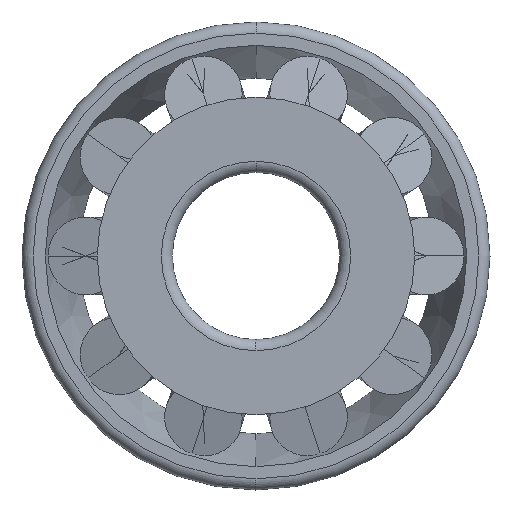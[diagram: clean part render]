
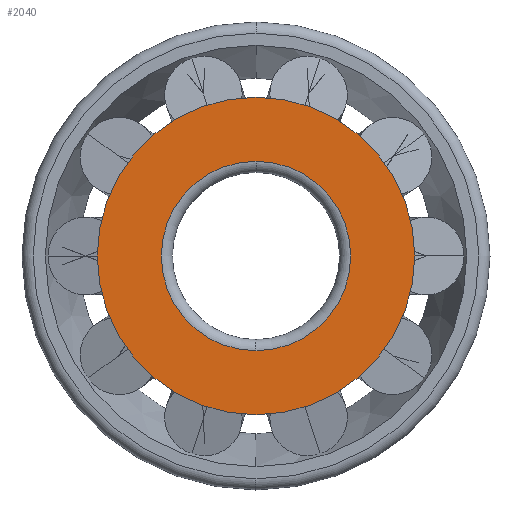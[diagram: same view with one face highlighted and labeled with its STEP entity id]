
A CAD part, left-side view. The second image highlights one B-rep face of the part: STEP entity #2040.
In plain terms, the highlighted planar face has unit normal (-1, 0, 0).
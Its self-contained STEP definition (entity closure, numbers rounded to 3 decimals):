
#26 = CIRCLE ( 'NONE', #1894, 8.5 ) ;
#71 = PLANE ( 'NONE',  #1854 ) ;
#103 = ORIENTED_EDGE ( 'NONE', *, *, #549, .T. ) ;
#226 = CARTESIAN_POINT ( 'NONE',  ( 0., 0., -8.5 ) ) ;
#316 = CARTESIAN_POINT ( 'NONE',  ( 0., 0., 0. ) ) ;
#388 = VERTEX_POINT ( 'NONE', #1777 ) ;
#405 = CARTESIAN_POINT ( 'NONE',  ( 0., 0., 0. ) ) ;
#455 = DIRECTION ( 'NONE',  ( 0., 0., 1. ) ) ;
#547 = EDGE_LOOP ( 'NONE', ( #1256, #1179 ) ) ;
#549 = EDGE_CURVE ( 'NONE', #832, #388, #931, .T. ) ;
#582 = DIRECTION ( 'NONE',  ( -1., 0., 0. ) ) ;
#761 = CIRCLE ( 'NONE', #2029, 8.5 ) ;
#789 = CARTESIAN_POINT ( 'NONE',  ( 0., 0., 0. ) ) ;
#790 = DIRECTION ( 'NONE',  ( -1., 0., 0. ) ) ;
#832 = VERTEX_POINT ( 'NONE', #1109 ) ;
#885 = VERTEX_POINT ( 'NONE', #226 ) ;
#931 = CIRCLE ( 'NONE', #1770, 14.25 ) ;
#1092 = CARTESIAN_POINT ( 'NONE',  ( 0., 14.25, 0. ) ) ;
#1109 = CARTESIAN_POINT ( 'NONE',  ( 0., 0., -14.25 ) ) ;
#1179 = ORIENTED_EDGE ( 'NONE', *, *, #1809, .F. ) ;
#1187 = EDGE_LOOP ( 'NONE', ( #1674, #103 ) ) ;
#1228 = FACE_OUTER_BOUND ( 'NONE', #1187, .T. ) ;
#1252 = DIRECTION ( 'NONE',  ( 0., 0., 1. ) ) ;
#1256 = ORIENTED_EDGE ( 'NONE', *, *, #1380, .F. ) ;
#1324 = CIRCLE ( 'NONE', #1856, 14.25 ) ;
#1336 = DIRECTION ( 'NONE',  ( -1., 0., 0. ) ) ;
#1380 = EDGE_CURVE ( 'NONE', #1704, #885, #26, .T. ) ;
#1424 = FACE_BOUND ( 'NONE', #547, .T. ) ;
#1653 = DIRECTION ( 'NONE',  ( 0., 0., 1. ) ) ;
#1674 = ORIENTED_EDGE ( 'NONE', *, *, #2125, .T. ) ;
#1704 = VERTEX_POINT ( 'NONE', #1824 ) ;
#1770 = AXIS2_PLACEMENT_3D ( 'NONE', #789, #1336, #2121 ) ;
#1777 = CARTESIAN_POINT ( 'NONE',  ( 0., 0., 14.25 ) ) ;
#1809 = EDGE_CURVE ( 'NONE', #885, #1704, #761, .T. ) ;
#1824 = CARTESIAN_POINT ( 'NONE',  ( 0., 0., 8.5 ) ) ;
#1854 = AXIS2_PLACEMENT_3D ( 'NONE', #1092, #2063, #1900 ) ;
#1856 = AXIS2_PLACEMENT_3D ( 'NONE', #316, #2134, #1653 ) ;
#1894 = AXIS2_PLACEMENT_3D ( 'NONE', #405, #582, #1252 ) ;
#1900 = DIRECTION ( 'NONE',  ( 0., 0., -1. ) ) ;
#2001 = CARTESIAN_POINT ( 'NONE',  ( 0., 0., 0. ) ) ;
#2029 = AXIS2_PLACEMENT_3D ( 'NONE', #2001, #790, #455 ) ;
#2040 = ADVANCED_FACE ( 'NONE', ( #1424, #1228 ), #71, .F. ) ;
#2063 = DIRECTION ( 'NONE',  ( 1., 0., 0. ) ) ;
#2121 = DIRECTION ( 'NONE',  ( 0., 0., 1. ) ) ;
#2125 = EDGE_CURVE ( 'NONE', #388, #832, #1324, .T. ) ;
#2134 = DIRECTION ( 'NONE',  ( -1., 0., 0. ) ) ;
